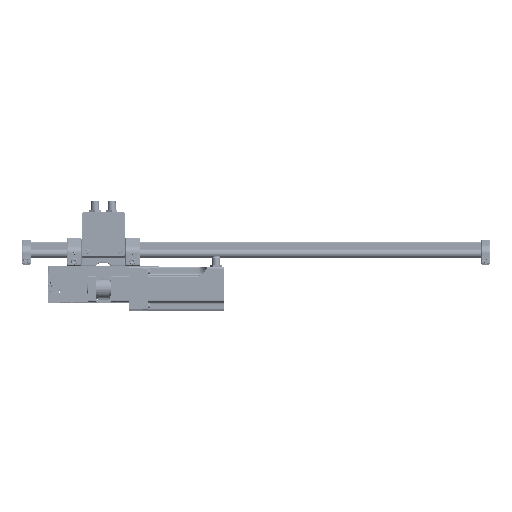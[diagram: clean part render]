
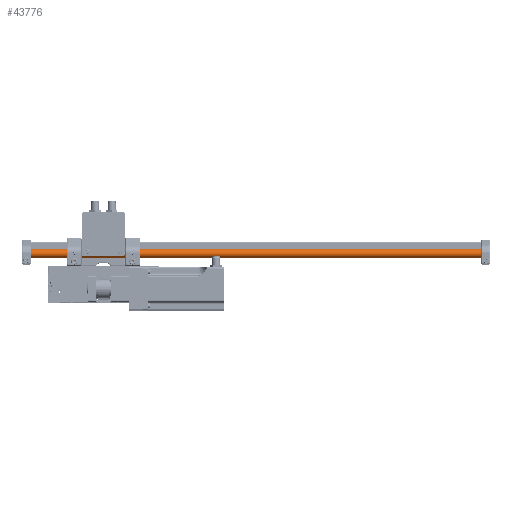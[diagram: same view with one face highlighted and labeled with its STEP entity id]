
A CAD part, top view. The second image highlights one B-rep face of the part: STEP entity #43776.
In plain terms, the highlighted cylindrical face has radius 6 mm (diameter 12 mm), a full revolution.
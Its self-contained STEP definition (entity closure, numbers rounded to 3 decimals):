
#4730=FACE_OUTER_BOUND('',#7365,.T.);
#7365=EDGE_LOOP('',(#34634,#34635,#34636,#34637));
#10391=LINE('',#72975,#13797);
#13797=VECTOR('',#57299,6.);
#16867=CIRCLE('',#48592,6.);
#16868=CIRCLE('',#48594,6.);
#20279=VERTEX_POINT('',#72970);
#20280=VERTEX_POINT('',#72973);
#25476=EDGE_CURVE('',#20279,#20279,#16867,.T.);
#25477=EDGE_CURVE('',#20280,#20280,#16868,.T.);
#25478=EDGE_CURVE('',#20280,#20279,#10391,.T.);
#34634=ORIENTED_EDGE('',*,*,#25477,.F.);
#34635=ORIENTED_EDGE('',*,*,#25478,.T.);
#34636=ORIENTED_EDGE('',*,*,#25476,.F.);
#34637=ORIENTED_EDGE('',*,*,#25478,.F.);
#42264=CYLINDRICAL_SURFACE('',#48593,6.);
#43776=ADVANCED_FACE('',(#4730),#42264,.T.);
#48592=AXIS2_PLACEMENT_3D('',#72971,#57293,#57294);
#48593=AXIS2_PLACEMENT_3D('',#72972,#57295,#57296);
#48594=AXIS2_PLACEMENT_3D('',#72974,#57297,#57298);
#57293=DIRECTION('center_axis',(0.,0.,-1.));
#57294=DIRECTION('ref_axis',(-1.,0.,0.));
#57295=DIRECTION('center_axis',(0.,0.,1.));
#57296=DIRECTION('ref_axis',(-1.,0.,0.));
#57297=DIRECTION('center_axis',(0.,0.,1.));
#57298=DIRECTION('ref_axis',(-1.,0.,0.));
#57299=DIRECTION('',(0.,0.,-1.));
#72970=CARTESIAN_POINT('',(6.,0.,-322.));
#72971=CARTESIAN_POINT('Origin',(0.,0.,-322.));
#72972=CARTESIAN_POINT('Origin',(0.,0.,0.));
#72973=CARTESIAN_POINT('',(6.,0.,322.));
#72974=CARTESIAN_POINT('Origin',(0.,0.,322.));
#72975=CARTESIAN_POINT('',(6.,0.,0.));
